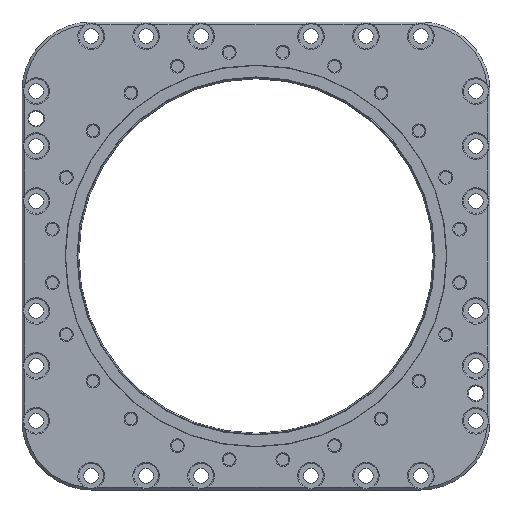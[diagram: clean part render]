
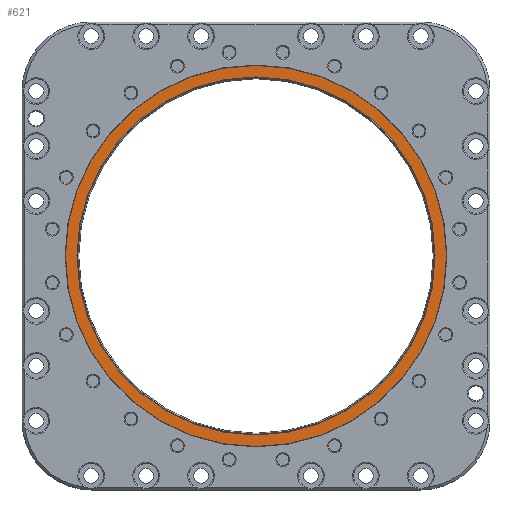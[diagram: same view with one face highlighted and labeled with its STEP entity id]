
A CAD part, top view. The second image highlights one B-rep face of the part: STEP entity #621.
In plain terms, the highlighted planar face has unit normal (0, 0, 1).
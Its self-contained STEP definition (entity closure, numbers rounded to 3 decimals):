
#621=ADVANCED_FACE('',(#1164,#1165),#783,.T.);
#783=PLANE('',#3913);
#1164=FACE_BOUND('',#1514,.T.);
#1165=FACE_BOUND('',#1515,.T.);
#1514=EDGE_LOOP('',(#2038));
#1515=EDGE_LOOP('',(#2039));
#2038=ORIENTED_EDGE('',*,*,#3177,.F.);
#2039=ORIENTED_EDGE('',*,*,#3179,.F.);
#2833=VERTEX_POINT('',#5714);
#2835=VERTEX_POINT('',#5719);
#3177=EDGE_CURVE('',#2833,#2833,#3553,.T.);
#3179=EDGE_CURVE('',#2835,#2835,#3555,.T.);
#3553=CIRCLE('',#3908,107.5);
#3555=CIRCLE('',#3911,101.);
#3908=AXIS2_PLACEMENT_3D('',#5713,#4724,#4725);
#3911=AXIS2_PLACEMENT_3D('',#5718,#4730,#4731);
#3913=AXIS2_PLACEMENT_3D('',#5721,#4734,#4735);
#4724=DIRECTION('',(0.,0.,-1.));
#4725=DIRECTION('',(1.,0.,0.));
#4730=DIRECTION('',(0.,0.,1.));
#4731=DIRECTION('',(1.,0.,0.));
#4734=DIRECTION('',(0.,0.,1.));
#4735=DIRECTION('',(1.,0.,0.));
#5713=CARTESIAN_POINT('',(1523.084,-327.157,21.2));
#5714=CARTESIAN_POINT('',(1630.584,-327.157,21.2));
#5718=CARTESIAN_POINT('',(1523.084,-327.157,21.2));
#5719=CARTESIAN_POINT('',(1624.084,-327.157,21.2));
#5721=CARTESIAN_POINT('',(1523.084,-327.157,21.2));
